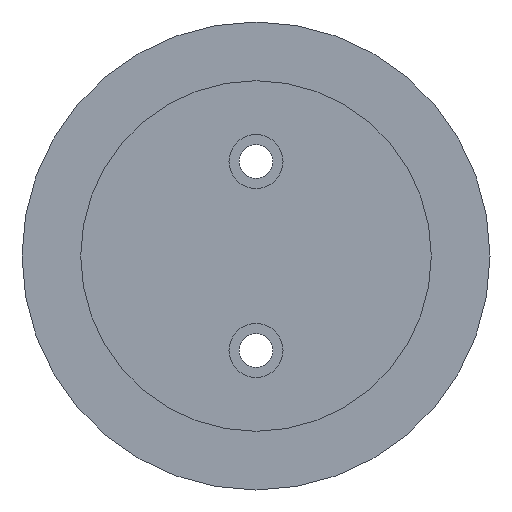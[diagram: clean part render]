
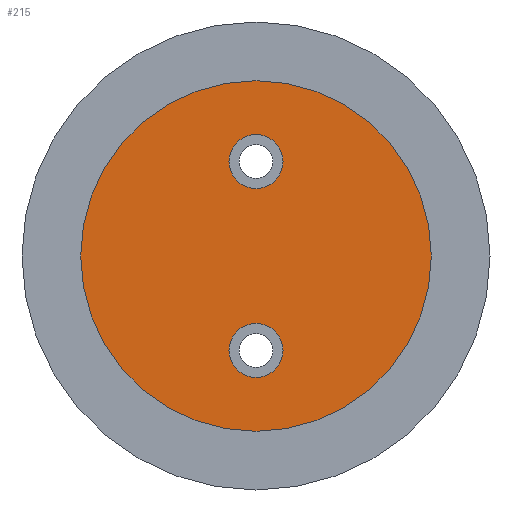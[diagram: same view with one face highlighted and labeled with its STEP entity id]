
A CAD part, front view. The second image highlights one B-rep face of the part: STEP entity #215.
In plain terms, the highlighted planar face has unit normal (0, -1, 0).
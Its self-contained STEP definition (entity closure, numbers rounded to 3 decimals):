
#36=FACE_BOUND('',#70,.T.);
#37=FACE_BOUND('',#71,.T.);
#42=PLANE('',#305);
#53=FACE_OUTER_BOUND('',#69,.T.);
#69=EDGE_LOOP('',(#186,#187));
#70=EDGE_LOOP('',(#188));
#71=EDGE_LOOP('',(#189));
#94=CIRCLE('',#292,3.175);
#96=CIRCLE('',#295,3.175);
#103=CIRCLE('',#306,20.6);
#104=CIRCLE('',#307,20.6);
#112=VERTEX_POINT('',#414);
#114=VERTEX_POINT('',#420);
#121=VERTEX_POINT('',#441);
#122=VERTEX_POINT('',#442);
#133=EDGE_CURVE('',#112,#112,#94,.T.);
#136=EDGE_CURVE('',#114,#114,#96,.T.);
#145=EDGE_CURVE('',#121,#122,#103,.T.);
#146=EDGE_CURVE('',#122,#121,#104,.T.);
#186=ORIENTED_EDGE('',*,*,#145,.F.);
#187=ORIENTED_EDGE('',*,*,#146,.F.);
#188=ORIENTED_EDGE('',*,*,#133,.T.);
#189=ORIENTED_EDGE('',*,*,#136,.T.);
#215=ADVANCED_FACE('',(#53,#36,#37),#42,.T.);
#292=AXIS2_PLACEMENT_3D('',#416,#344,#345);
#295=AXIS2_PLACEMENT_3D('',#422,#351,#352);
#305=AXIS2_PLACEMENT_3D('',#440,#373,#374);
#306=AXIS2_PLACEMENT_3D('',#443,#375,#376);
#307=AXIS2_PLACEMENT_3D('',#444,#377,#378);
#344=DIRECTION('center_axis',(0.,1.,0.));
#345=DIRECTION('ref_axis',(-1.,0.,0.));
#351=DIRECTION('center_axis',(0.,1.,0.));
#352=DIRECTION('ref_axis',(-1.,0.,0.));
#373=DIRECTION('center_axis',(0.,-1.,0.));
#374=DIRECTION('ref_axis',(0.,0.,-1.));
#375=DIRECTION('center_axis',(0.,1.,0.));
#376=DIRECTION('ref_axis',(1.,0.,0.));
#377=DIRECTION('center_axis',(0.,1.,0.));
#378=DIRECTION('ref_axis',(1.,0.,0.));
#414=CARTESIAN_POINT('',(3.175,2.5,-11.1));
#416=CARTESIAN_POINT('Origin',(0.,2.5,-11.1));
#420=CARTESIAN_POINT('',(3.175,2.5,11.1));
#422=CARTESIAN_POINT('Origin',(0.,2.5,11.1));
#440=CARTESIAN_POINT('Origin',(-20.6,2.5,0.));
#441=CARTESIAN_POINT('',(-20.6,2.5,0.));
#442=CARTESIAN_POINT('',(20.6,2.5,0.));
#443=CARTESIAN_POINT('Origin',(0.,2.5,0.));
#444=CARTESIAN_POINT('Origin',(0.,2.5,0.));
